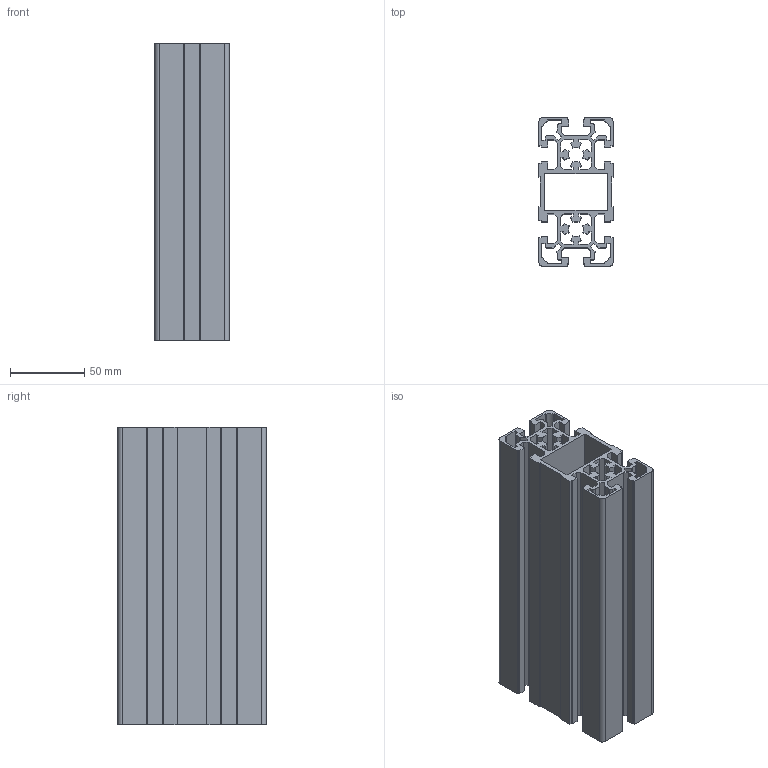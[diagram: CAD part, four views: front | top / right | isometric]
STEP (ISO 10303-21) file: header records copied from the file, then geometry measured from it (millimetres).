
FILE_DESCRIPTION (( 'STEP AP214' ), '1' );
FILE_NAME ('AL-PL-50100-A.STEP', '2019-10-08T10:29:18', ( '' ), ( '' ), 'SwSTEP 2.0', 'SolidWorks 2018', '' );
FILE_SCHEMA (( 'AUTOMOTIVE_DESIGN' ));
Length unit declared in the file: millimetre
Products named in the file (1): AL-PL-50100-A
Bounding box: 50 x 100 x 200 mm (x, y, z)
Volume: 330913.6 mm3; surface area: 243096.5 mm2
Topology: 1 solids, 1 shells, 266 faces, 792 edges, 528 vertices
Faces by surface type: plane 218, cylinder 48
Entity records: 8894 total; most frequent: CARTESIAN_POINT 1587, ORIENTED_EDGE 1584, DIRECTION 1422, EDGE_CURVE 792, LINE 696, VECTOR 696, VERTEX_POINT 528, AXIS2_PLACEMENT_3D 363
